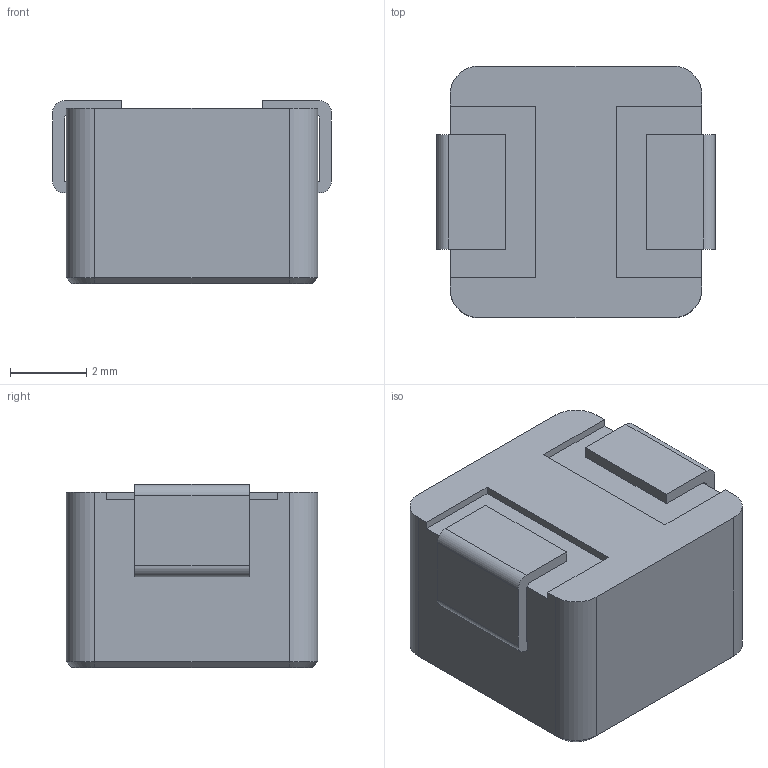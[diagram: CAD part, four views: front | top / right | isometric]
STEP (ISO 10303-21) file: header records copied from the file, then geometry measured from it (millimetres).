
FILE_DESCRIPTION (( 'STEP AP214' ), '1' );
FILE_NAME ('74437349010.STEP', '2022-07-18T11:43:10', ( '' ), ( '' ), 'SwSTEP 2.0', 'SolidWorks 2018', '' );
FILE_SCHEMA (( 'AUTOMOTIVE_DESIGN' ));
Length unit declared in the file: millimetre
Products named in the file (1): 74437349010
Bounding box: 7.3 x 6.6 x 4.8 mm (x, y, z)
Volume: 200.8 mm3; surface area: 255.1 mm2
Topology: 3 solids, 3 shells, 54 faces, 136 edges, 88 vertices
Faces by surface type: plane 38, cylinder 12, cone 4
Entity records: 2250 total; most frequent: CARTESIAN_POINT 279, DIRECTION 274, ORIENTED_EDGE 272, EDGE_CURVE 136, VECTOR 108, LINE 108, VERTEX_POINT 88, AXIS2_PLACEMENT_3D 83
